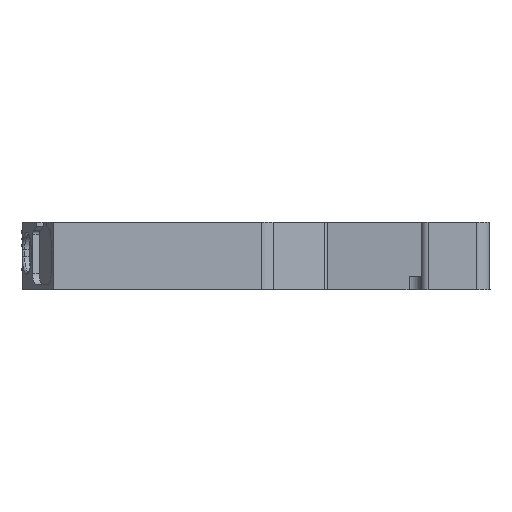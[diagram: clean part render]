
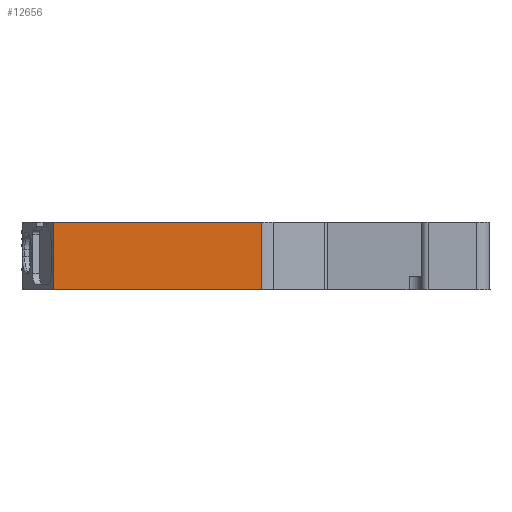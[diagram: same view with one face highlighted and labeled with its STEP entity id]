
A CAD part, left-side view. The second image highlights one B-rep face of the part: STEP entity #12656.
In plain terms, the highlighted planar face has unit normal (-1, 0, 0).
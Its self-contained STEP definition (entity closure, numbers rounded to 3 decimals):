
#1774 = LINE ( 'NONE', #5155, #2399 ) ;
#1935 = VERTEX_POINT ( 'NONE', #8750 ) ;
#2109 = FACE_OUTER_BOUND ( 'NONE', #11807, .T. ) ;
#2399 = VECTOR ( 'NONE', #5103, 1000. ) ;
#2768 = ORIENTED_EDGE ( 'NONE', *, *, #13018, .F. ) ;
#3166 = ORIENTED_EDGE ( 'NONE', *, *, #12994, .F. ) ;
#3331 = ORIENTED_EDGE ( 'NONE', *, *, #9397, .T. ) ;
#3359 = ORIENTED_EDGE ( 'NONE', *, *, #12938, .T. ) ;
#4004 = VERTEX_POINT ( 'NONE', #9091 ) ;
#4495 = AXIS2_PLACEMENT_3D ( 'NONE', #7590, #7542, #7530 ) ;
#4618 = LINE ( 'NONE', #5782, #8669 ) ;
#4776 = LINE ( 'NONE', #5171, #11133 ) ;
#5068 = DIRECTION ( 'NONE',  ( 0., 0., 1. ) ) ;
#5103 = DIRECTION ( 'NONE',  ( 0., -1., 0. ) ) ;
#5155 = CARTESIAN_POINT ( 'NONE',  ( -40.6, 22.676, -5. ) ) ;
#5171 = CARTESIAN_POINT ( 'NONE',  ( -40.6, 22.676, -5. ) ) ;
#5213 = DIRECTION ( 'NONE',  ( 0., -1., 0. ) ) ;
#5241 = CARTESIAN_POINT ( 'NONE',  ( -40.6, 22.676, 0. ) ) ;
#5782 = CARTESIAN_POINT ( 'NONE',  ( -40.6, 7.149, -5. ) ) ;
#6042 = DIRECTION ( 'NONE',  ( 0., 0., 1. ) ) ;
#6561 = VECTOR ( 'NONE', #5213, 1000. ) ;
#7242 = LINE ( 'NONE', #5241, #6561 ) ;
#7530 = DIRECTION ( 'NONE',  ( 0., -1., 0. ) ) ;
#7542 = DIRECTION ( 'NONE',  ( -1., 0., 0. ) ) ;
#7590 = CARTESIAN_POINT ( 'NONE',  ( -40.6, 22.676, -5. ) ) ;
#7723 = VERTEX_POINT ( 'NONE', #12941 ) ;
#8669 = VECTOR ( 'NONE', #6042, 1000. ) ;
#8750 = CARTESIAN_POINT ( 'NONE',  ( -40.6, 22.676, -5. ) ) ;
#9091 = CARTESIAN_POINT ( 'NONE',  ( -40.6, 22.676, 0. ) ) ;
#9126 = VERTEX_POINT ( 'NONE', #12603 ) ;
#9397 = EDGE_CURVE ( 'NONE', #1935, #7723, #1774, .T. ) ;
#11133 = VECTOR ( 'NONE', #5068, 1000. ) ;
#11807 = EDGE_LOOP ( 'NONE', ( #3166, #2768, #3331, #3359 ) ) ;
#12603 = CARTESIAN_POINT ( 'NONE',  ( -40.6, 7.149, 0. ) ) ;
#12656 = ADVANCED_FACE ( 'NONE', ( #2109 ), #12745, .T. ) ;
#12745 = PLANE ( 'NONE',  #4495 ) ;
#12938 = EDGE_CURVE ( 'NONE', #7723, #9126, #4618, .T. ) ;
#12941 = CARTESIAN_POINT ( 'NONE',  ( -40.6, 7.149, -5. ) ) ;
#12994 = EDGE_CURVE ( 'NONE', #4004, #9126, #7242, .T. ) ;
#13018 = EDGE_CURVE ( 'NONE', #1935, #4004, #4776, .T. ) ;
